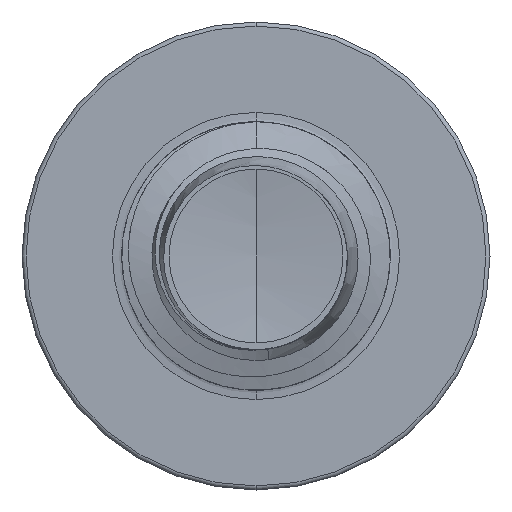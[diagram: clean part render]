
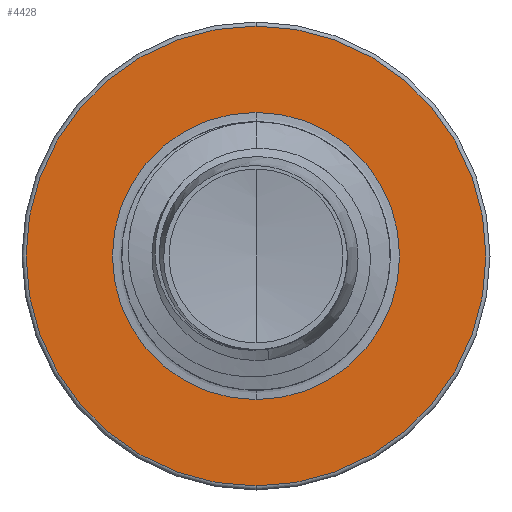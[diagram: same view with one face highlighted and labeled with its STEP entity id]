
A CAD part, front view. The second image highlights one B-rep face of the part: STEP entity #4428.
In plain terms, the highlighted planar face has unit normal (0, -1, 0).
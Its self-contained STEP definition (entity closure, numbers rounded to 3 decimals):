
#241 = CIRCLE ( 'NONE', #9709, 1.872 ) ;
#627 = AXIS2_PLACEMENT_3D ( 'NONE', #5552, #3942, #12095 ) ;
#658 = DIRECTION ( 'NONE',  ( 0., 1., 0. ) ) ;
#808 = DIRECTION ( 'NONE',  ( 0., 0., 1. ) ) ;
#974 = DIRECTION ( 'NONE',  ( 0., 1., 0. ) ) ;
#1056 = PLANE ( 'NONE',  #4860 ) ;
#1258 = VERTEX_POINT ( 'NONE', #5429 ) ;
#2079 = EDGE_CURVE ( 'NONE', #2297, #1258, #19617, .T. ) ;
#2297 = VERTEX_POINT ( 'NONE', #17660 ) ;
#3942 = DIRECTION ( 'NONE',  ( 0., 1., 0. ) ) ;
#4323 = VERTEX_POINT ( 'NONE', #13624 ) ;
#4428 = ADVANCED_FACE ( 'NONE', ( #6758, #7778 ), #1056, .F. ) ;
#4434 = CARTESIAN_POINT ( 'NONE',  ( 0., 8., -1.872 ) ) ;
#4860 = AXIS2_PLACEMENT_3D ( 'NONE', #4434, #974, #808 ) ;
#5364 = CARTESIAN_POINT ( 'NONE',  ( 0., 8., 1.872 ) ) ;
#5429 = CARTESIAN_POINT ( 'NONE',  ( 0., 8., -2.997 ) ) ;
#5552 = CARTESIAN_POINT ( 'NONE',  ( 0., 8., 0. ) ) ;
#6382 = AXIS2_PLACEMENT_3D ( 'NONE', #12963, #12916, #12866 ) ;
#6758 = FACE_OUTER_BOUND ( 'NONE', #8097, .T. ) ;
#6869 = AXIS2_PLACEMENT_3D ( 'NONE', #13580, #16422, #18702 ) ;
#6969 = ORIENTED_EDGE ( 'NONE', *, *, #2079, .F. ) ;
#7327 = ORIENTED_EDGE ( 'NONE', *, *, #10885, .F. ) ;
#7778 = FACE_BOUND ( 'NONE', #19414, .T. ) ;
#7792 = ORIENTED_EDGE ( 'NONE', *, *, #13153, .T. ) ;
#8097 = EDGE_LOOP ( 'NONE', ( #6969, #7327 ) ) ;
#8400 = ORIENTED_EDGE ( 'NONE', *, *, #20601, .T. ) ;
#9517 = CIRCLE ( 'NONE', #6382, 1.872 ) ;
#9709 = AXIS2_PLACEMENT_3D ( 'NONE', #10925, #658, #12511 ) ;
#10885 = EDGE_CURVE ( 'NONE', #1258, #2297, #18695, .T. ) ;
#10925 = CARTESIAN_POINT ( 'NONE',  ( 0., 8., 0. ) ) ;
#12095 = DIRECTION ( 'NONE',  ( 0., 0., 1. ) ) ;
#12511 = DIRECTION ( 'NONE',  ( 0., 0., 1. ) ) ;
#12866 = DIRECTION ( 'NONE',  ( 0., 0., 1. ) ) ;
#12916 = DIRECTION ( 'NONE',  ( 0., 1., 0. ) ) ;
#12963 = CARTESIAN_POINT ( 'NONE',  ( 0., 8., 0. ) ) ;
#13153 = EDGE_CURVE ( 'NONE', #18486, #4323, #9517, .T. ) ;
#13580 = CARTESIAN_POINT ( 'NONE',  ( 0., 8., 0. ) ) ;
#13624 = CARTESIAN_POINT ( 'NONE',  ( 0., 8., -1.872 ) ) ;
#16422 = DIRECTION ( 'NONE',  ( 0., 1., 0. ) ) ;
#17660 = CARTESIAN_POINT ( 'NONE',  ( 0., 8., 2.998 ) ) ;
#18486 = VERTEX_POINT ( 'NONE', #5364 ) ;
#18695 = CIRCLE ( 'NONE', #627, 2.998 ) ;
#18702 = DIRECTION ( 'NONE',  ( 0., 0., 1. ) ) ;
#19414 = EDGE_LOOP ( 'NONE', ( #7792, #8400 ) ) ;
#19617 = CIRCLE ( 'NONE', #6869, 2.998 ) ;
#20601 = EDGE_CURVE ( 'NONE', #4323, #18486, #241, .T. ) ;
